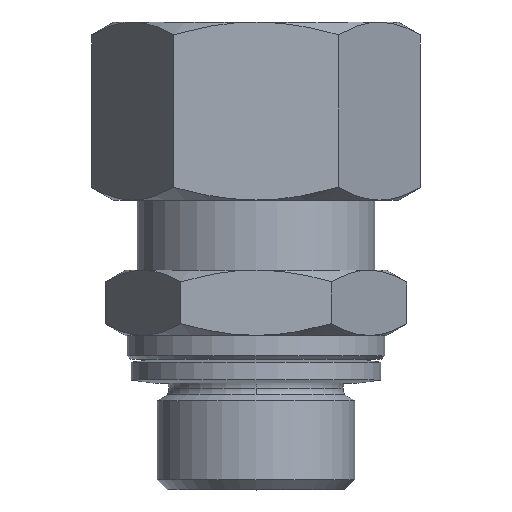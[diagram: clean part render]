
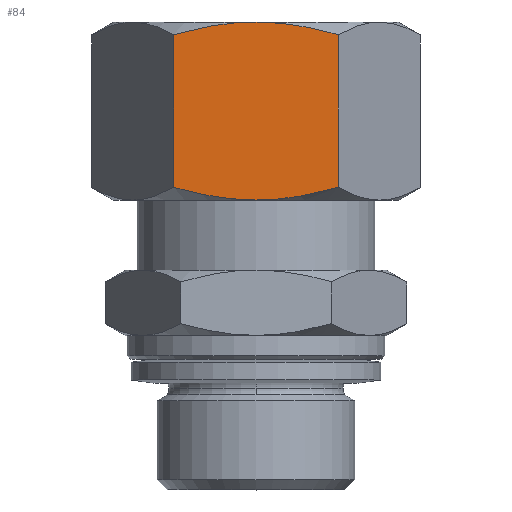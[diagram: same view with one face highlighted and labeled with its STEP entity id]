
A CAD part, top view. The second image highlights one B-rep face of the part: STEP entity #84.
In plain terms, the highlighted planar face has unit normal (0, 0, 1).
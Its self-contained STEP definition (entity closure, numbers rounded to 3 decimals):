
#84=ADVANCED_FACE('',(#203),#204,.T.);
#203=FACE_OUTER_BOUND('',#367,.T.);
#204=PLANE('',#368);
#367=EDGE_LOOP('',(#708,#709,#710,#711,#712,#713));
#368=AXIS2_PLACEMENT_3D('',#714,#715,#716);
#708=ORIENTED_EDGE('',*,*,#1109,.F.);
#709=ORIENTED_EDGE('',*,*,#1106,.F.);
#710=ORIENTED_EDGE('',*,*,#1132,.T.);
#711=ORIENTED_EDGE('',*,*,#1124,.F.);
#712=ORIENTED_EDGE('',*,*,#1121,.F.);
#713=ORIENTED_EDGE('',*,*,#1133,.F.);
#714=CARTESIAN_POINT('',(0.,24.401,12.0));
#715=DIRECTION('',(0.,0.0,1.0));
#716=DIRECTION('',(1.0,0.0,0.));
#1106=EDGE_CURVE('',#1342,#1331,#1343,.T.);
#1109=EDGE_CURVE('',#1331,#1345,#1347,.T.);
#1121=EDGE_CURVE('',#1364,#1365,#1366,.T.);
#1124=EDGE_CURVE('',#1365,#1369,#1370,.T.);
#1132=EDGE_CURVE('',#1342,#1369,#1380,.T.);
#1133=EDGE_CURVE('',#1345,#1364,#1381,.T.);
#1331=VERTEX_POINT('',#1713);
#1342=VERTEX_POINT('',#1724);
#1343=(B_SPLINE_CURVE(2,(#1726,#1727,#1728,#1729,#1730),.UNSPECIFIED.,.F.,.F.)B_SPLINE_CURVE_WITH_KNOTS((3,2,3),(0.0,7.036,14.072),.UNSPECIFIED.)RATIONAL_B_SPLINE_CURVE((1.0,1.038,1.0,1.038,1.0))BOUNDED_CURVE()REPRESENTATION_ITEM('')GEOMETRIC_REPRESENTATION_ITEM()CURVE());
#1345=VERTEX_POINT('',#1749);
#1347=(B_SPLINE_CURVE(2,(#1763,#1764,#1765,#1766,#1767),.UNSPECIFIED.,.F.,.F.)B_SPLINE_CURVE_WITH_KNOTS((3,2,3),(0.0,7.036,14.072),.UNSPECIFIED.)RATIONAL_B_SPLINE_CURVE((1.0,1.038,1.0,1.038,1.0))BOUNDED_CURVE()REPRESENTATION_ITEM('')GEOMETRIC_REPRESENTATION_ITEM()CURVE());
#1364=VERTEX_POINT('',#1889);
#1365=VERTEX_POINT('',#1890);
#1366=(B_SPLINE_CURVE(2,(#1892,#1893,#1894,#1895,#1896),.UNSPECIFIED.,.F.,.F.)B_SPLINE_CURVE_WITH_KNOTS((3,2,3),(0.0,7.036,14.072),.UNSPECIFIED.)RATIONAL_B_SPLINE_CURVE((1.0,1.038,1.0,1.038,1.0))BOUNDED_CURVE()REPRESENTATION_ITEM('')GEOMETRIC_REPRESENTATION_ITEM()CURVE());
#1369=VERTEX_POINT('',#1916);
#1370=(B_SPLINE_CURVE(2,(#1918,#1919,#1920,#1921,#1922),.UNSPECIFIED.,.F.,.F.)B_SPLINE_CURVE_WITH_KNOTS((3,2,3),(0.0,7.036,14.072),.UNSPECIFIED.)RATIONAL_B_SPLINE_CURVE((1.0,1.038,1.0,1.038,1.0))BOUNDED_CURVE()REPRESENTATION_ITEM('')GEOMETRIC_REPRESENTATION_ITEM()CURVE());
#1380=LINE('',#1982,#1983);
#1381=LINE('',#1984,#1985);
#1713=CARTESIAN_POINT('',(0.,24.401,12.0));
#1724=CARTESIAN_POINT('',(6.928,25.472,12.0));
#1726=CARTESIAN_POINT('',(6.935,25.474,12.0));
#1727=CARTESIAN_POINT('',(3.218,24.401,12.0));
#1728=CARTESIAN_POINT('',(0.,24.401,12.0));
#1729=CARTESIAN_POINT('',(-3.218,24.401,12.0));
#1730=CARTESIAN_POINT('',(-6.935,25.474,12.0));
#1749=CARTESIAN_POINT('',(-6.928,25.472,12.0));
#1763=CARTESIAN_POINT('',(6.935,25.474,12.0));
#1764=CARTESIAN_POINT('',(3.218,24.401,12.0));
#1765=CARTESIAN_POINT('',(0.,24.401,12.0));
#1766=CARTESIAN_POINT('',(-3.218,24.401,12.0));
#1767=CARTESIAN_POINT('',(-6.935,25.474,12.0));
#1889=CARTESIAN_POINT('',(-6.928,38.329,12.0));
#1890=CARTESIAN_POINT('',(0.,39.401,12.0));
#1892=CARTESIAN_POINT('',(-6.935,38.327,12.0));
#1893=CARTESIAN_POINT('',(-3.218,39.401,12.0));
#1894=CARTESIAN_POINT('',(0.,39.401,12.0));
#1895=CARTESIAN_POINT('',(3.218,39.401,12.0));
#1896=CARTESIAN_POINT('',(6.935,38.327,12.0));
#1916=CARTESIAN_POINT('',(6.928,38.329,12.0));
#1918=CARTESIAN_POINT('',(-6.935,38.327,12.0));
#1919=CARTESIAN_POINT('',(-3.218,39.401,12.0));
#1920=CARTESIAN_POINT('',(0.,39.401,12.0));
#1921=CARTESIAN_POINT('',(3.218,39.401,12.0));
#1922=CARTESIAN_POINT('',(6.935,38.327,12.0));
#1982=CARTESIAN_POINT('',(6.928,24.401,12.0));
#1983=VECTOR('',#2475,1.0);
#1984=CARTESIAN_POINT('',(-6.928,24.401,12.0));
#1985=VECTOR('',#2476,1.0);
#2475=DIRECTION('',(0.0,1.0,0.0));
#2476=DIRECTION('',(0.0,1.0,0.0));
